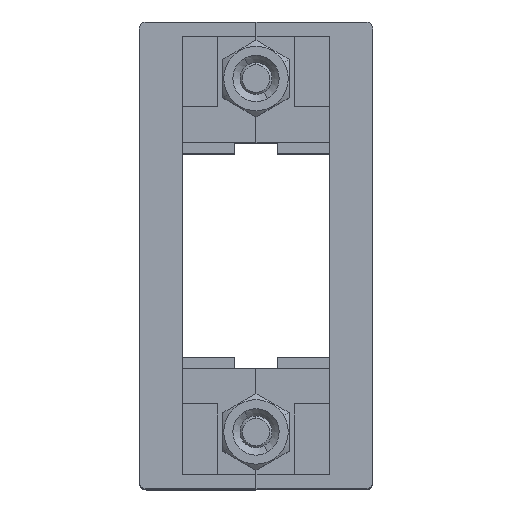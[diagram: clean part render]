
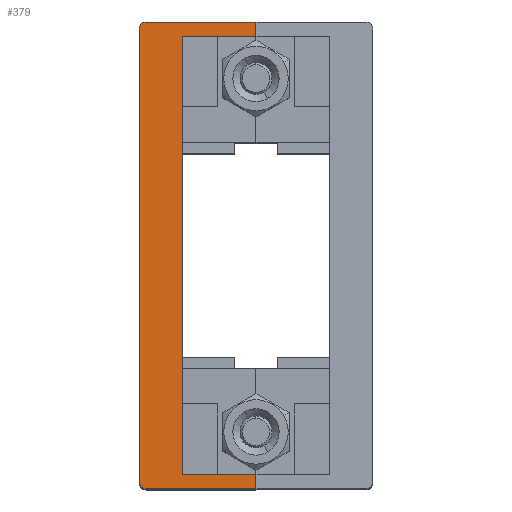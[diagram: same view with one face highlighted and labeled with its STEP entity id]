
A CAD part, top view. The second image highlights one B-rep face of the part: STEP entity #379.
In plain terms, the highlighted face is planar.
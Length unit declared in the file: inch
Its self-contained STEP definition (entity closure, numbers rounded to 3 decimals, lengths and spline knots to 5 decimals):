
#37 = CARTESIAN_POINT ( 'NONE',  ( -1.04134, -0.01969, 0.62992 ) ) ;
#234 = VECTOR ( 'NONE', #4120, 39.37008 ) ;
#251 = VECTOR ( 'NONE', #6458, 39.37008 ) ;
#379 = ADVANCED_FACE ( 'NONE', ( #2685 ), #5117, .T. ) ;
#401 = VECTOR ( 'NONE', #7909, 39.37008 ) ;
#434 = CARTESIAN_POINT ( 'NONE',  ( -1.04134, -0.07283, -0.61024 ) ) ;
#650 = LINE ( 'NONE', #3020, #5031 ) ;
#1099 = AXIS2_PLACEMENT_3D ( 'NONE', #4476, #6312, #2022 ) ;
#1371 = VERTEX_POINT ( 'NONE', #3907 ) ;
#1389 = LINE ( 'NONE', #7617, #7018 ) ;
#1592 = EDGE_CURVE ( 'NONE', #6194, #4661, #7749, .T. ) ;
#1985 = CARTESIAN_POINT ( 'NONE',  ( -1.04134, 0., 0.62992 ) ) ;
#2022 = DIRECTION ( 'NONE',  ( 0., 0., 1. ) ) ;
#2131 = ORIENTED_EDGE ( 'NONE', *, *, #6367, .F. ) ;
#2381 = EDGE_CURVE ( 'NONE', #6496, #5435, #3999, .T. ) ;
#2566 = LINE ( 'NONE', #434, #234 ) ;
#2585 = ORIENTED_EDGE ( 'NONE', *, *, #1592, .T. ) ;
#2627 = ORIENTED_EDGE ( 'NONE', *, *, #6501, .T. ) ;
#2662 = ORIENTED_EDGE ( 'NONE', *, *, #3626, .T. ) ;
#2682 = VECTOR ( 'NONE', #7929, 39.37008 ) ;
#2683 = CARTESIAN_POINT ( 'NONE',  ( -1.04134, -0.3248, -0.64961 ) ) ;
#2685 = FACE_OUTER_BOUND ( 'NONE', #3352, .T. ) ;
#2861 = VECTOR ( 'NONE', #5195, 39.37008 ) ;
#2882 = CARTESIAN_POINT ( 'NONE',  ( -1.04134, -0.3248, 0.64961 ) ) ;
#2967 = CIRCLE ( 'NONE', #4981, 0.01969 ) ;
#3020 = CARTESIAN_POINT ( 'NONE',  ( -1.04134, -0.12008, 0.61024 ) ) ;
#3076 = ORIENTED_EDGE ( 'NONE', *, *, #2381, .T. ) ;
#3161 = DIRECTION ( 'NONE',  ( 0., 0., 1. ) ) ;
#3342 = ORIENTED_EDGE ( 'NONE', *, *, #6828, .T. ) ;
#3352 = EDGE_LOOP ( 'NONE', ( #4417, #3076, #2131, #2585, #7502, #2627, #2662, #5682, #4456, #3342 ) ) ;
#3499 = VERTEX_POINT ( 'NONE', #5136 ) ;
#3512 = VERTEX_POINT ( 'NONE', #1985 ) ;
#3538 = CARTESIAN_POINT ( 'NONE',  ( -1.04134, -0.3248, -0.64961 ) ) ;
#3626 = EDGE_CURVE ( 'NONE', #3499, #8035, #5953, .T. ) ;
#3827 = DIRECTION ( 'NONE',  ( -1., 0., 0. ) ) ;
#3836 = CARTESIAN_POINT ( 'NONE',  ( -1.04134, -0.01969, -0.62992 ) ) ;
#3907 = CARTESIAN_POINT ( 'NONE',  ( -1.04134, -0.12008, -0.61024 ) ) ;
#3999 = CIRCLE ( 'NONE', #5844, 0.01969 ) ;
#4120 = DIRECTION ( 'NONE',  ( 0., -1., 0. ) ) ;
#4327 = EDGE_CURVE ( 'NONE', #8035, #4894, #4571, .T. ) ;
#4417 = ORIENTED_EDGE ( 'NONE', *, *, #5132, .F. ) ;
#4456 = ORIENTED_EDGE ( 'NONE', *, *, #4745, .T. ) ;
#4476 = CARTESIAN_POINT ( 'NONE',  ( -1.04134, -0.3248, -0.64961 ) ) ;
#4571 = LINE ( 'NONE', #2683, #2861 ) ;
#4640 = VECTOR ( 'NONE', #4982, 39.37008 ) ;
#4661 = VERTEX_POINT ( 'NONE', #6377 ) ;
#4745 = EDGE_CURVE ( 'NONE', #4894, #7067, #6879, .T. ) ;
#4796 = CARTESIAN_POINT ( 'NONE',  ( -1.04134, -0.3248, 0.61024 ) ) ;
#4862 = CARTESIAN_POINT ( 'NONE',  ( -1.04134, 0., -0.62992 ) ) ;
#4894 = VERTEX_POINT ( 'NONE', #2882 ) ;
#4981 = AXIS2_PLACEMENT_3D ( 'NONE', #37, #3827, #6287 ) ;
#4982 = DIRECTION ( 'NONE',  ( 0., 0., 1. ) ) ;
#5031 = VECTOR ( 'NONE', #6193, 39.37008 ) ;
#5117 = PLANE ( 'NONE',  #1099 ) ;
#5132 = EDGE_CURVE ( 'NONE', #6496, #3512, #7931, .T. ) ;
#5136 = CARTESIAN_POINT ( 'NONE',  ( -1.04134, -0.12008, 0.61024 ) ) ;
#5195 = DIRECTION ( 'NONE',  ( 0., 0., 1. ) ) ;
#5435 = VERTEX_POINT ( 'NONE', #6534 ) ;
#5442 = CARTESIAN_POINT ( 'NONE',  ( -1.04134, -0.01969, 0.64961 ) ) ;
#5682 = ORIENTED_EDGE ( 'NONE', *, *, #4327, .T. ) ;
#5685 = DIRECTION ( 'NONE',  ( 0., 1., 0. ) ) ;
#5844 = AXIS2_PLACEMENT_3D ( 'NONE', #3836, #6265, #3161 ) ;
#5953 = LINE ( 'NONE', #7194, #401 ) ;
#6193 = DIRECTION ( 'NONE',  ( 0., 0., 1. ) ) ;
#6194 = VERTEX_POINT ( 'NONE', #7348 ) ;
#6265 = DIRECTION ( 'NONE',  ( -1., 0., 0. ) ) ;
#6287 = DIRECTION ( 'NONE',  ( 0., 0., 1. ) ) ;
#6312 = DIRECTION ( 'NONE',  ( -1., 0., 0. ) ) ;
#6367 = EDGE_CURVE ( 'NONE', #6194, #5435, #1389, .T. ) ;
#6377 = CARTESIAN_POINT ( 'NONE',  ( -1.04134, -0.3248, -0.61024 ) ) ;
#6458 = DIRECTION ( 'NONE',  ( 0., 1., 0. ) ) ;
#6496 = VERTEX_POINT ( 'NONE', #4862 ) ;
#6501 = EDGE_CURVE ( 'NONE', #1371, #3499, #650, .T. ) ;
#6534 = CARTESIAN_POINT ( 'NONE',  ( -1.04134, -0.01969, -0.64961 ) ) ;
#6828 = EDGE_CURVE ( 'NONE', #7067, #3512, #2967, .T. ) ;
#6849 = CARTESIAN_POINT ( 'NONE',  ( -1.04134, 0., -0.64961 ) ) ;
#6879 = LINE ( 'NONE', #7734, #251 ) ;
#7018 = VECTOR ( 'NONE', #5685, 39.37008 ) ;
#7067 = VERTEX_POINT ( 'NONE', #5442 ) ;
#7194 = CARTESIAN_POINT ( 'NONE',  ( -1.04134, -0.07283, 0.61024 ) ) ;
#7348 = CARTESIAN_POINT ( 'NONE',  ( -1.04134, -0.3248, -0.64961 ) ) ;
#7502 = ORIENTED_EDGE ( 'NONE', *, *, #7979, .F. ) ;
#7617 = CARTESIAN_POINT ( 'NONE',  ( -1.04134, -0.3248, -0.64961 ) ) ;
#7734 = CARTESIAN_POINT ( 'NONE',  ( -1.04134, -0.3248, 0.64961 ) ) ;
#7749 = LINE ( 'NONE', #3538, #2682 ) ;
#7909 = DIRECTION ( 'NONE',  ( 0., -1., 0. ) ) ;
#7929 = DIRECTION ( 'NONE',  ( 0., 0., 1. ) ) ;
#7931 = LINE ( 'NONE', #6849, #4640 ) ;
#7979 = EDGE_CURVE ( 'NONE', #1371, #4661, #2566, .T. ) ;
#8035 = VERTEX_POINT ( 'NONE', #4796 ) ;
